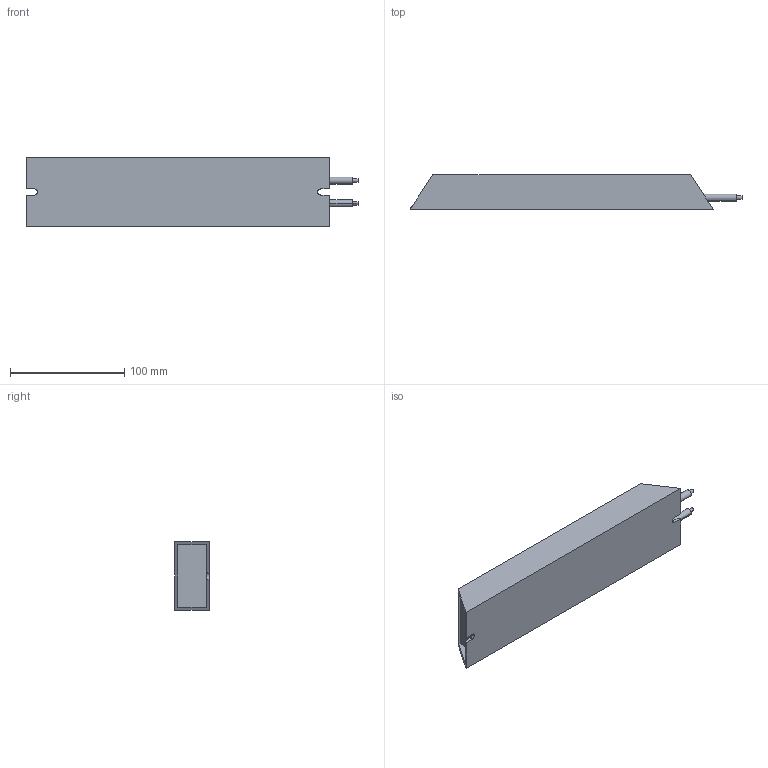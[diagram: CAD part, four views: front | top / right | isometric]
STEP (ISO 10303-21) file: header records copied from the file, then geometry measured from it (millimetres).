
FILE_DESCRIPTION (( 'STEP AP214' ), '1' );
FILE_NAME ('GS-BR-400W150.STEP', '2017-05-16T20:20:47', ( '' ), ( '' ), 'SwSTEP 2.0', 'SolidWorks 2015', '' );
FILE_SCHEMA (( 'AUTOMOTIVE_DESIGN' ));
Length unit declared in the file: inch
Products named in the file (1): GS-BR-400W150
Bounding box: 290 x 30 x 60 mm (x, y, z)
Volume: 416058.1 mm3; surface area: 52867.3 mm2
Topology: 1 solids, 1 shells, 34 faces, 87 edges, 58 vertices
Faces by surface type: plane 26, cylinder 8
Entity records: 1067 total; most frequent: CARTESIAN_POINT 180, ORIENTED_EDGE 174, DIRECTION 173, EDGE_CURVE 87, VECTOR 71, LINE 71, VERTEX_POINT 58, AXIS2_PLACEMENT_3D 51
